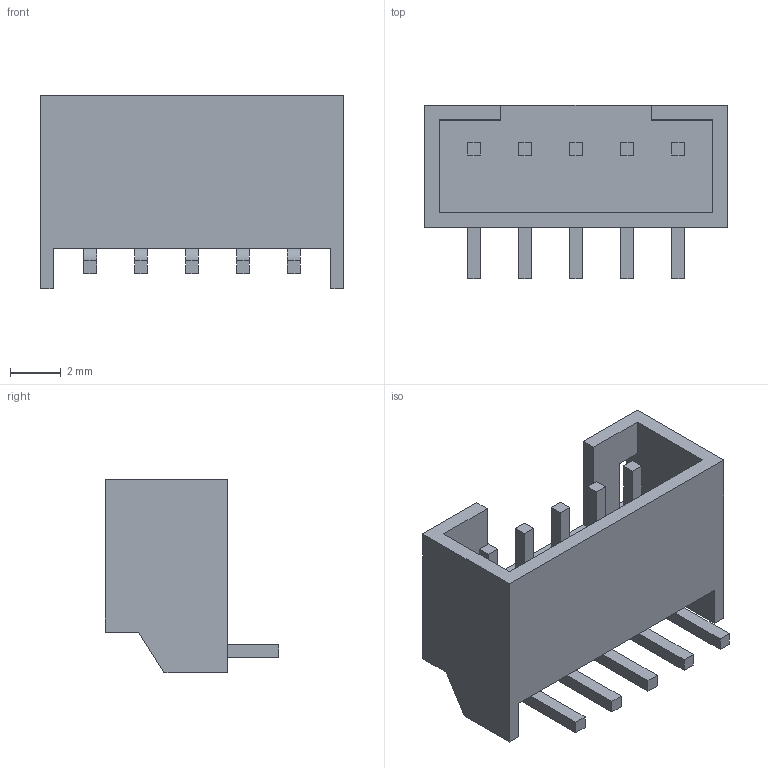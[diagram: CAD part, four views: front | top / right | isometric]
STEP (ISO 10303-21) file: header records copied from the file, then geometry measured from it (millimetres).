
FILE_DESCRIPTION (( 'STEP AP214' ), '1' );
FILE_NAME ('User Library-PCB HEADER (JST SxB-PH-K-S (RIGHT ANGLE)).STEP', '2020-02-20T03:47:36', ( '' ), ( '' ), 'SwSTEP 2.0', 'SolidWorks 2019', '' );
FILE_SCHEMA (( 'AUTOMOTIVE_DESIGN' ));
Length unit declared in the file: millimetre
Products named in the file (1): User Library-PCB HEADER (JST SxB-PH-K-S (RIGHT ANGLE))
Bounding box: 11.9 x 6.8 x 7.6 mm (x, y, z)
Volume: 186.2 mm3; surface area: 498.5 mm2
Topology: 2 solids, 2 shells, 82 faces, 216 edges, 144 vertices
Faces by surface type: plane 72, cylinder 10
Entity records: 3189 total; most frequent: CARTESIAN_POINT 443, ORIENTED_EDGE 432, DIRECTION 402, EDGE_CURVE 216, LINE 196, VECTOR 196, VERTEX_POINT 144, AXIS2_PLACEMENT_3D 103
